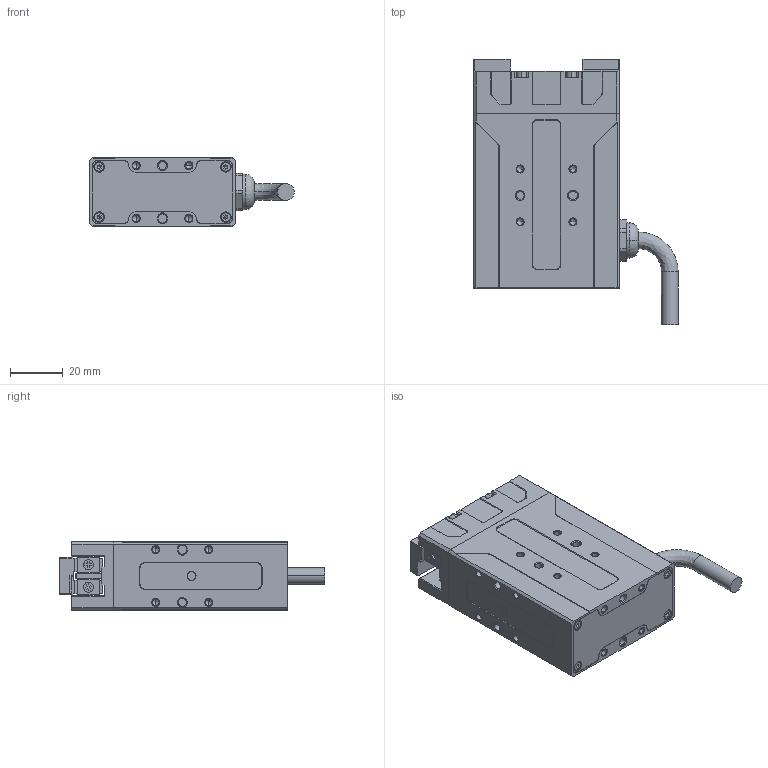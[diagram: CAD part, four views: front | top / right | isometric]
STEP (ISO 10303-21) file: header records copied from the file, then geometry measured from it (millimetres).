
FILE_DESCRIPTION (( 'STEP AP214' ), '1' );
FILE_NAME ('EIG2-13015.step', '2022-06-07T14:03:06', ( '' ), ( '' ), 'SwSTEP 2.0', 'SolidWorks 2021', '' );
FILE_SCHEMA (( 'AUTOMOTIVE_DESIGN' ));
Length unit declared in the file: millimetre
Products named in the file (4): A^EIG2-13015(2)_EIG2-13015; EIG2-13015(2)^EIG2-13015; EIG2-13015; B^EIG2-13015(2)_EIG2-13015
Assembly tree (4 placements, depth 3):
  EIG2-13015
    EIG2-13015(2)^EIG2-13015
      B^EIG2-13015(2)_EIG2-13015
      A^EIG2-13015(2)_EIG2-13015  x2
Bounding box: 77.31 x 100.35 x 26 mm (x, y, z)
Volume: 114707.9 mm3; surface area: 26014.3 mm2
Topology: 3 solids, 11 shells, 925 faces, 2272 edges, 1387 vertices
Faces by surface type: plane 497, cylinder 221, cone 187, torus 18, bspline 2
Entity records: 23339 total; most frequent: DIRECTION 4109, CARTESIAN_POINT 4106, ORIENTED_EDGE 3860, EDGE_CURVE 1930, AXIS2_PLACEMENT_3D 1410, VECTOR 1289, LINE 1289, VERTEX_POINT 1201
